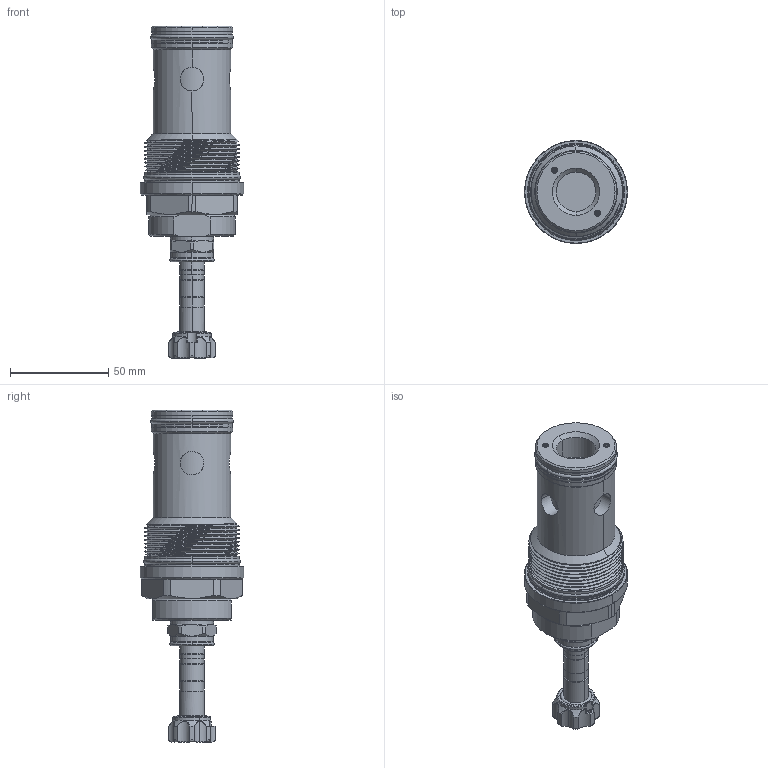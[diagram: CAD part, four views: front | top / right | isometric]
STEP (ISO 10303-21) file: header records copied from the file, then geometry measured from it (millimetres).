
FILE_DESCRIPTION (( 'STEP AP203' ), '1' );
FILE_NAME ('EP18A2A06N95.STEP', '2020-04-16T03:15:23', ( '' ), ( '' ), 'SwSTEP 2.0', 'SolidWorks 2018', '' );
FILE_SCHEMA (( 'CONFIG_CONTROL_DESIGN' ));
Length unit declared in the file: millimetre
Products named in the file (1): EP18A2A06N95
Bounding box: 52.37 x 52.37 x 168.6 mm (x, y, z)
Volume: 164059.2 mm3; surface area: 32408.9 mm2
Topology: 10 solids, 10 shells, 406 faces, 974 edges, 596 vertices
Faces by surface type: cylinder 173, cone 75, plane 66, torus 47, bspline 41, sphere 4
Entity records: 17844 total; most frequent: CARTESIAN_POINT 8722, ORIENTED_EDGE 1924, DIRECTION 1884, EDGE_CURVE 962, AXIS2_PLACEMENT_3D 788, VERTEX_POINT 590, EDGE_LOOP 432, CIRCLE 422
